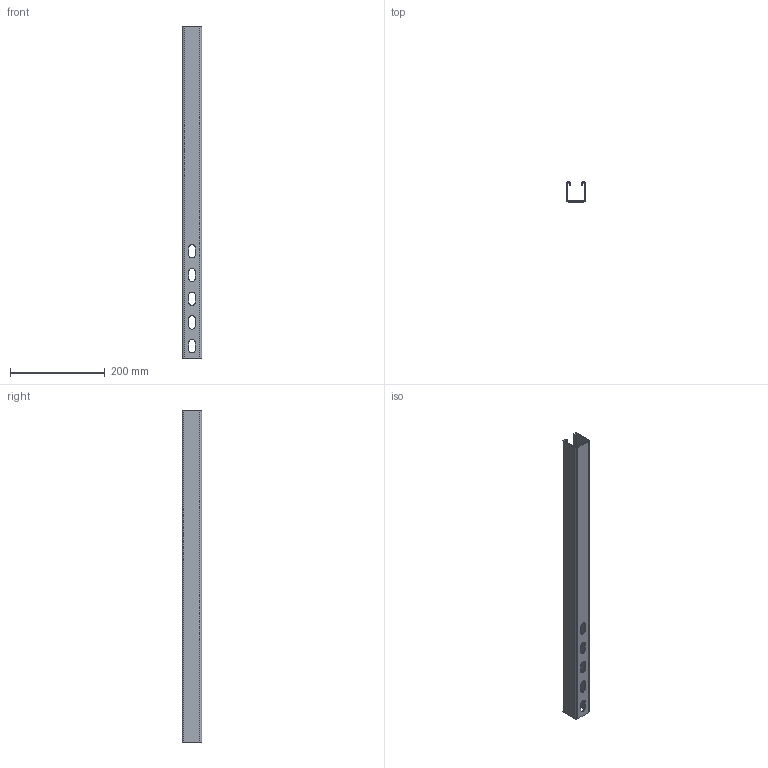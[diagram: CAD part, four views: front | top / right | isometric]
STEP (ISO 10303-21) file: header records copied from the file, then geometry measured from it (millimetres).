
FILE_DESCRIPTION (( 'STEP AP214' ), '1' );
FILE_NAME ('1123272.STEP', '2026-02-19T15:38:25', ( '' ), ( '' ), 'SwSTEP 2.0', 'SolidWorks 2024', '' );
FILE_SCHEMA (( 'AUTOMOTIVE_DESIGN' ));
Length unit declared in the file: millimetre
Products named in the file (1): 1123272
Bounding box: 41 x 41 x 700 mm (x, y, z)
Volume: 185365.8 mm3; surface area: 193675.4 mm2
Topology: 1 solids, 1 shells, 669 faces, 1782 edges, 1180 vertices
Faces by surface type: plane 417, cylinder 252
Entity records: 20871 total; most frequent: CARTESIAN_POINT 3632, DIRECTION 3626, ORIENTED_EDGE 3564, EDGE_CURVE 1782, LINE 1278, VECTOR 1278, VERTEX_POINT 1180, AXIS2_PLACEMENT_3D 1174
